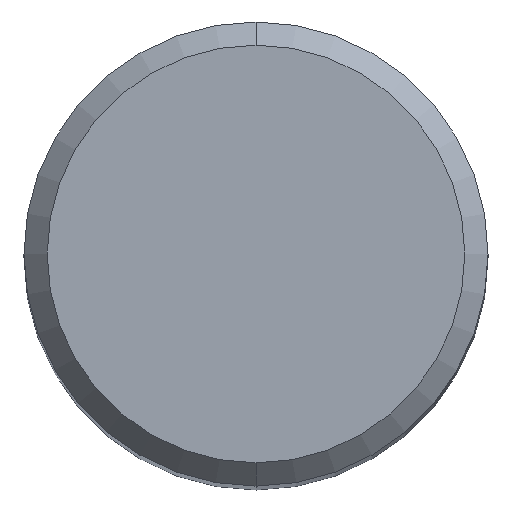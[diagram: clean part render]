
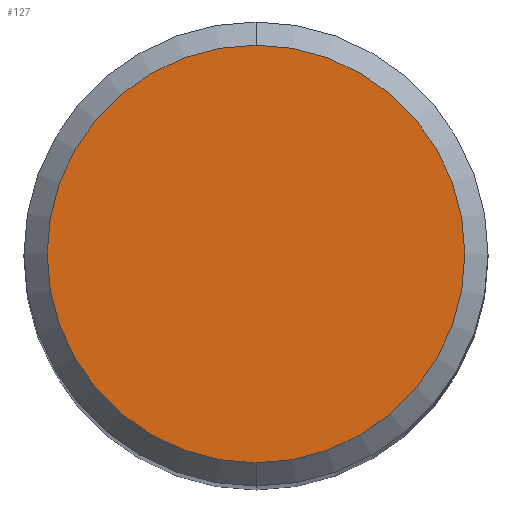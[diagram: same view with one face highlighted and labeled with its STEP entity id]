
A CAD part, top view. The second image highlights one B-rep face of the part: STEP entity #127.
In plain terms, the highlighted planar face has unit normal (0, 0, 1).
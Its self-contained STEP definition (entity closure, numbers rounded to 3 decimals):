
#101=EDGE_CURVE('',#143,#197,#252,.T.);
#127=ADVANCED_FACE('',(#281),#282,.T.);
#143=VERTEX_POINT('',#303);
#161=EDGE_CURVE('',#197,#143,#323,.T.);
#197=VERTEX_POINT('',#360);
#252=CIRCLE('',#415,4.5);
#281=FACE_OUTER_BOUND('',#455,.T.);
#282=PLANE('',#456);
#303=CARTESIAN_POINT('',(0.,-4.5,0.0));
#323=CIRCLE('',#507,4.5);
#360=CARTESIAN_POINT('',(0.0,4.5,0.0));
#415=AXIS2_PLACEMENT_3D('',#602,#603,#604);
#455=EDGE_LOOP('',(#647,#648));
#456=AXIS2_PLACEMENT_3D('',#649,#650,#651);
#507=AXIS2_PLACEMENT_3D('',#717,#718,#719);
#602=CARTESIAN_POINT('',(0.0,0.0,0.0));
#603=DIRECTION('',(0.0,0.0,-1.0));
#604=DIRECTION('',(0.0,1.0,0.0));
#647=ORIENTED_EDGE('',*,*,#161,.F.);
#648=ORIENTED_EDGE('',*,*,#101,.F.);
#649=CARTESIAN_POINT('',(0.0,2.25,0.0));
#650=DIRECTION('',(-0.0,0.0,1.0));
#651=DIRECTION('',(0.0,-1.0,0.0));
#717=CARTESIAN_POINT('',(0.0,0.0,0.0));
#718=DIRECTION('',(0.0,0.0,-1.0));
#719=DIRECTION('',(0.0,1.0,0.0));
